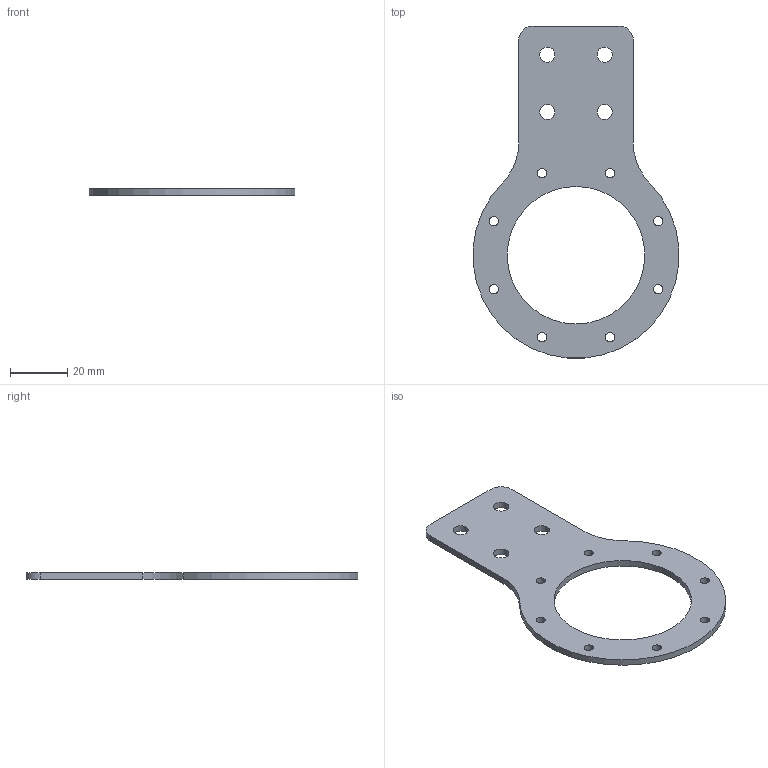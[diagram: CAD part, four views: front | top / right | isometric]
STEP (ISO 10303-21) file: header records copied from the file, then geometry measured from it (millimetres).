
FILE_DESCRIPTION(/* description */ (''),/* implementation_level */ '2;1');
FILE_NAME(/* name */ 'scara-plate9.stp',/* time_stamp */ '2021-10-15T12:06:17+09:00',/* author */ ('yuta0'),/* organization */ (''),/* preprocessor_version */ 'ST-DEVELOPER v18.1',/* originating_system */ 'Autodesk Inventor 2022',/* authorisation */ '');
FILE_SCHEMA (('AUTOMOTIVE_DESIGN { 1 0 10303 214 3 1 1 }'));
Length unit declared in the file: millimetre
Products named in the file (1): scara-plate9
Bounding box: 71.77 x 115.86 x 2.3 mm (x, y, z)
Volume: 9098.2 mm3; surface area: 9328.6 mm2
Topology: 1 solids, 1 shells, 23 faces, 63 edges, 42 vertices
Faces by surface type: cylinder 18, plane 5
Full cylindrical faces by diameter (mm): 3.242 x8, 5.3 x4, 48 x1
Entity records: 846 total; most frequent: DIRECTION 147, CARTESIAN_POINT 129, ORIENTED_EDGE 126, EDGE_CURVE 63, AXIS2_PLACEMENT_3D 60, EDGE_LOOP 49, VERTEX_POINT 42, CIRCLE 36
